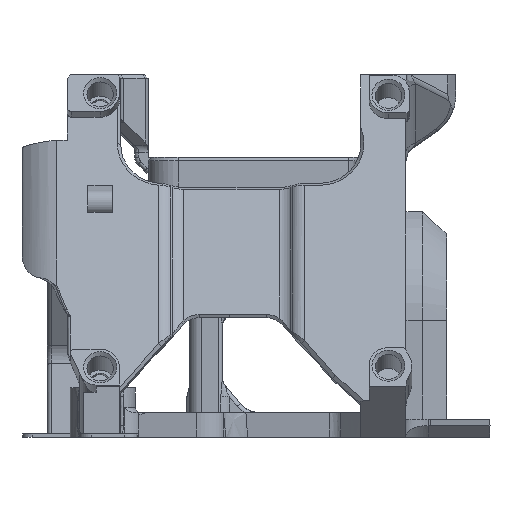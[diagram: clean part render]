
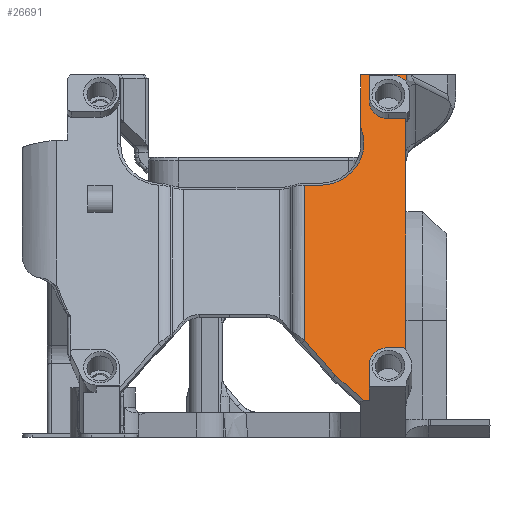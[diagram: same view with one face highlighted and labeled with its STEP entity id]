
A CAD part, left-side view. The second image highlights one B-rep face of the part: STEP entity #26691.
In plain terms, the highlighted planar face has unit normal (-0.94, 0, 0.342).
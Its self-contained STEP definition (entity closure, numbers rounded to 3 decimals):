
#814=LINE('',#37037,#2506);
#818=LINE('',#37052,#2510);
#1275=LINE('',#46409,#2967);
#1281=LINE('',#46427,#2973);
#1282=LINE('',#46429,#2974);
#1285=LINE('',#46437,#2977);
#1286=LINE('',#46439,#2978);
#1483=LINE('',#49070,#3175);
#1570=LINE('',#49707,#3262);
#1584=LINE('',#49752,#3276);
#1585=LINE('',#49754,#3277);
#1586=LINE('',#49756,#3278);
#1587=LINE('',#49761,#3279);
#1588=LINE('',#49762,#3280);
#2506=VECTOR('',#30145,1000.);
#2510=VECTOR('',#30149,1000.);
#2967=VECTOR('',#32172,1000.);
#2973=VECTOR('',#32190,1000.);
#2974=VECTOR('',#32193,1000.);
#2977=VECTOR('',#32202,1000.);
#2978=VECTOR('',#32205,1000.);
#3175=VECTOR('',#33096,1000.);
#3262=VECTOR('',#33369,1000.);
#3276=VECTOR('',#33397,1000.);
#3277=VECTOR('',#33400,1000.);
#3278=VECTOR('',#33401,1000.);
#3279=VECTOR('',#33402,1000.);
#3280=VECTOR('',#33403,1000.);
#4405=PLANE('',#28812);
#5118=CIRCLE('',#28351,0.5);
#5121=CIRCLE('',#28356,2.35);
#5122=CIRCLE('',#28358,2.);
#5123=CIRCLE('',#28362,2.35);
#5136=CIRCLE('',#28399,2.536);
#5304=CIRCLE('',#28807,5.4);
#9504=ORIENTED_EDGE('',*,*,#16151,.F.);
#9505=ORIENTED_EDGE('',*,*,#16152,.T.);
#9506=ORIENTED_EDGE('',*,*,#16153,.F.);
#9507=ORIENTED_EDGE('',*,*,#15458,.T.);
#9508=ORIENTED_EDGE('',*,*,#15448,.T.);
#9509=ORIENTED_EDGE('',*,*,#15443,.F.);
#9510=ORIENTED_EDGE('',*,*,#15439,.T.);
#9511=ORIENTED_EDGE('',*,*,#15499,.F.);
#9512=ORIENTED_EDGE('',*,*,#14069,.F.);
#9513=ORIENTED_EDGE('',*,*,#15457,.F.);
#9514=ORIENTED_EDGE('',*,*,#15455,.T.);
#9515=ORIENTED_EDGE('',*,*,#15453,.T.);
#9516=ORIENTED_EDGE('',*,*,#15452,.T.);
#9517=ORIENTED_EDGE('',*,*,#15449,.T.);
#9518=ORIENTED_EDGE('',*,*,#14064,.T.);
#9519=ORIENTED_EDGE('',*,*,#16154,.T.);
#9520=ORIENTED_EDGE('',*,*,#16132,.F.);
#9521=ORIENTED_EDGE('',*,*,#16155,.T.);
#9522=ORIENTED_EDGE('',*,*,#16137,.T.);
#9523=ORIENTED_EDGE('',*,*,#16156,.F.);
#9524=ORIENTED_EDGE('',*,*,#15973,.F.);
#14064=EDGE_CURVE('',#18196,#18195,#814,.T.);
#14069=EDGE_CURVE('',#18200,#18201,#818,.T.);
#15439=EDGE_CURVE('',#19127,#19128,#5118,.T.);
#15443=EDGE_CURVE('',#19127,#19131,#1275,.T.);
#15448=EDGE_CURVE('',#19133,#19131,#5121,.T.);
#15449=EDGE_CURVE('',#19135,#18196,#5122,.T.);
#15452=EDGE_CURVE('',#19136,#19135,#1281,.T.);
#15453=EDGE_CURVE('',#19137,#19136,#1282,.T.);
#15455=EDGE_CURVE('',#19138,#19137,#5123,.T.);
#15457=EDGE_CURVE('',#19138,#18200,#1285,.T.);
#15458=EDGE_CURVE('',#19139,#19133,#1286,.T.);
#15499=EDGE_CURVE('',#18201,#19128,#5136,.T.);
#15973=EDGE_CURVE('',#19126,#19433,#1483,.T.);
#16132=EDGE_CURVE('',#19529,#19530,#1570,.T.);
#16137=EDGE_CURVE('',#19535,#19534,#5304,.T.);
#16151=EDGE_CURVE('',#19545,#19126,#1584,.T.);
#16152=EDGE_CURVE('',#19545,#19546,#1585,.T.);
#16153=EDGE_CURVE('',#19139,#19546,#1586,.T.);
#16154=EDGE_CURVE('',#18195,#19530,#21414,.T.);
#16155=EDGE_CURVE('',#19529,#19535,#1587,.T.);
#16156=EDGE_CURVE('',#19433,#19534,#1588,.T.);
#18195=VERTEX_POINT('',#37036);
#18196=VERTEX_POINT('',#37038);
#18200=VERTEX_POINT('',#37051);
#18201=VERTEX_POINT('',#37053);
#19126=VERTEX_POINT('',#46383);
#19127=VERTEX_POINT('',#46401);
#19128=VERTEX_POINT('',#46402);
#19131=VERTEX_POINT('',#46410);
#19133=VERTEX_POINT('',#46416);
#19135=VERTEX_POINT('',#46422);
#19136=VERTEX_POINT('',#46426);
#19137=VERTEX_POINT('',#46430);
#19138=VERTEX_POINT('',#46434);
#19139=VERTEX_POINT('',#46440);
#19433=VERTEX_POINT('',#49071);
#19529=VERTEX_POINT('',#49706);
#19530=VERTEX_POINT('',#49708);
#19534=VERTEX_POINT('',#49720);
#19535=VERTEX_POINT('',#49722);
#19545=VERTEX_POINT('',#49751);
#19546=VERTEX_POINT('',#49755);
#21414=B_SPLINE_CURVE_WITH_KNOTS('',3,(#49757,#49758,#49759,#49760),
 .UNSPECIFIED.,.F.,.F.,(4,4),(0.,0.001),
 .UNSPECIFIED.);
#22728=EDGE_LOOP('',(#9504,#9505,#9506,#9507,#9508,#9509,#9510,#9511,#9512,
#9513,#9514,#9515,#9516,#9517,#9518,#9519,#9520,#9521,#9522,#9523,#9524));
#24467=FACE_BOUND('',#22728,.T.);
#26691=ADVANCED_FACE('',(#24467),#4405,.T.);
#28351=AXIS2_PLACEMENT_3D('',#46400,#32164,#32165);
#28356=AXIS2_PLACEMENT_3D('',#46419,#32180,#32181);
#28358=AXIS2_PLACEMENT_3D('',#46421,#32184,#32185);
#28362=AXIS2_PLACEMENT_3D('',#46433,#32197,#32198);
#28399=AXIS2_PLACEMENT_3D('',#46522,#32297,#32298);
#28807=AXIS2_PLACEMENT_3D('',#49721,#33376,#33377);
#28812=AXIS2_PLACEMENT_3D('',#49753,#33398,#33399);
#30145=DIRECTION('',(0.342,0.,0.94));
#30149=DIRECTION('',(-0.342,0.,-0.94));
#32164=DIRECTION('',(0.94,0.,-0.342));
#32165=DIRECTION('',(0.342,0.,0.94));
#32172=DIRECTION('',(0.,1.,0.));
#32180=DIRECTION('',(0.94,0.,-0.342));
#32181=DIRECTION('',(0.342,0.,0.94));
#32184=DIRECTION('',(0.94,0.,-0.342));
#32185=DIRECTION('',(0.342,0.,0.94));
#32190=DIRECTION('',(0.,-1.,0.));
#32193=DIRECTION('',(0.342,0.,0.94));
#32197=DIRECTION('',(0.94,0.,-0.342));
#32198=DIRECTION('',(0.342,0.,0.94));
#32202=DIRECTION('',(0.,-1.,0.));
#32205=DIRECTION('',(0.342,0.,0.94));
#32297=DIRECTION('',(0.94,0.,-0.342));
#32298=DIRECTION('',(0.342,0.,0.94));
#33096=DIRECTION('',(0.342,0.,0.94));
#33369=DIRECTION('',(0.,-1.,0.));
#33376=DIRECTION('',(0.94,0.,-0.342));
#33377=DIRECTION('',(0.342,0.,0.94));
#33397=DIRECTION('',(0.262,0.643,0.72));
#33398=DIRECTION('',(-0.94,0.,0.342));
#33399=DIRECTION('',(-0.342,0.,-0.94));
#33400=DIRECTION('',(-0.236,-0.725,-0.648));
#33401=DIRECTION('',(0.,1.,0.));
#33402=DIRECTION('',(-0.342,0.,-0.94));
#33403=DIRECTION('',(0.,-1.,0.));
#37036=CARTESIAN_POINT('',(-130.221,6.5,43.264));
#37037=CARTESIAN_POINT('',(-143.233,6.5,7.513));
#37038=CARTESIAN_POINT('',(-130.522,6.5,42.438));
#37051=CARTESIAN_POINT('',(-131.895,6.5,38.664));
#37052=CARTESIAN_POINT('',(-136.618,6.5,25.688));
#37053=CARTESIAN_POINT('',(-142.392,6.5,9.826));
#46383=CARTESIAN_POINT('',(-141.708,18.828,11.704));
#46400=CARTESIAN_POINT('',(-142.43,7.,9.722));
#46401=CARTESIAN_POINT('',(-142.259,7.,10.192));
#46402=CARTESIAN_POINT('',(-142.361,6.543,9.912));
#46409=CARTESIAN_POINT('',(-142.259,6.125,10.192));
#46410=CARTESIAN_POINT('',(-142.259,8.625,10.192));
#46416=CARTESIAN_POINT('',(-143.062,10.975,7.983));
#46419=CARTESIAN_POINT('',(-143.062,8.625,7.983));
#46421=CARTESIAN_POINT('',(-130.921,8.125,41.342));
#46422=CARTESIAN_POINT('',(-130.237,8.125,43.222));
#46426=CARTESIAN_POINT('',(-130.237,10.975,43.222));
#46427=CARTESIAN_POINT('',(-130.237,6.125,43.222));
#46429=CARTESIAN_POINT('',(-123.64,10.975,61.346));
#46430=CARTESIAN_POINT('',(-131.092,10.975,40.873));
#46433=CARTESIAN_POINT('',(-131.092,8.625,40.873));
#46434=CARTESIAN_POINT('',(-131.895,8.625,38.664));
#46437=CARTESIAN_POINT('',(-131.895,6.125,38.664));
#46439=CARTESIAN_POINT('',(-123.64,10.975,61.346));
#46440=CARTESIAN_POINT('',(-144.33,10.975,4.501));
#46522=CARTESIAN_POINT('',(-142.01,4.223,10.875));
#49070=CARTESIAN_POINT('',(-143.25,18.828,7.468));
#49071=CARTESIAN_POINT('',(-134.836,18.828,30.585));
#49706=CARTESIAN_POINT('',(-129.953,12.,44.));
#49707=CARTESIAN_POINT('',(-129.953,4.696,44.));
#49708=CARTESIAN_POINT('',(-129.953,6.466,44.));
#49720=CARTESIAN_POINT('',(-134.836,17.,30.585));
#49721=CARTESIAN_POINT('',(-132.989,17.,35.659));
#49722=CARTESIAN_POINT('',(-132.292,12.,37.576));
#49751=CARTESIAN_POINT('',(-143.22,15.12,7.552));
#49752=CARTESIAN_POINT('',(-140.731,21.225,14.388));
#49753=CARTESIAN_POINT('',(-143.233,43.625,7.513));
#49754=CARTESIAN_POINT('',(-138.358,30.068,20.909));
#49755=CARTESIAN_POINT('',(-144.33,11.706,4.501));
#49756=CARTESIAN_POINT('',(-144.33,43.625,4.501));
#49757=CARTESIAN_POINT('',(-130.221,6.5,43.264));
#49758=CARTESIAN_POINT('',(-130.132,6.5,43.51));
#49759=CARTESIAN_POINT('',(-130.043,6.482,43.755));
#49760=CARTESIAN_POINT('',(-129.953,6.466,44.));
#49761=CARTESIAN_POINT('',(-143.233,12.,7.513));
#49762=CARTESIAN_POINT('',(-134.836,27.711,30.585));
